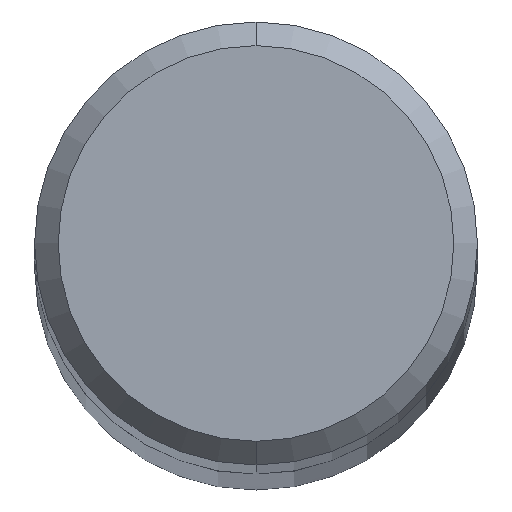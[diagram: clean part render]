
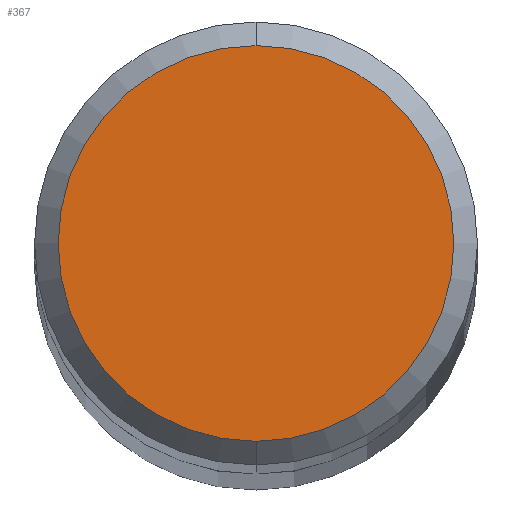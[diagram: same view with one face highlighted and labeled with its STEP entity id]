
A CAD part, top view. The second image highlights one B-rep face of the part: STEP entity #367.
In plain terms, the highlighted planar face has unit normal (0, 0, 1).
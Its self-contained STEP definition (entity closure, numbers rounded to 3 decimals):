
#183=EDGE_CURVE('',#257,#245,#460,.T.);
#245=VERTEX_POINT('',#527);
#257=VERTEX_POINT('',#539);
#319=EDGE_CURVE('',#245,#257,#606,.T.);
#367=ADVANCED_FACE('',(#660),#661,.T.);
#460=CIRCLE('',#792,3.35);
#527=CARTESIAN_POINT('',(0.,-3.35,0.0));
#539=CARTESIAN_POINT('',(0.0,3.35,0.0));
#606=CIRCLE('',#1135,3.35);
#660=FACE_OUTER_BOUND('',#1234,.T.);
#661=PLANE('',#1235);
#792=AXIS2_PLACEMENT_3D('',#1346,#1347,#1348);
#1135=AXIS2_PLACEMENT_3D('',#1490,#1491,#1492);
#1234=EDGE_LOOP('',(#1559,#1560));
#1235=AXIS2_PLACEMENT_3D('',#1561,#1562,#1563);
#1346=CARTESIAN_POINT('',(0.0,0.0,0.0));
#1347=DIRECTION('',(0.0,0.0,-1.0));
#1348=DIRECTION('',(0.0,1.0,0.0));
#1490=CARTESIAN_POINT('',(0.0,0.0,0.0));
#1491=DIRECTION('',(0.0,0.0,-1.0));
#1492=DIRECTION('',(0.0,1.0,0.0));
#1559=ORIENTED_EDGE('',*,*,#183,.F.);
#1560=ORIENTED_EDGE('',*,*,#319,.F.);
#1561=CARTESIAN_POINT('',(0.0,1.675,0.0));
#1562=DIRECTION('',(-0.0,0.0,1.0));
#1563=DIRECTION('',(0.0,-1.0,0.0));
